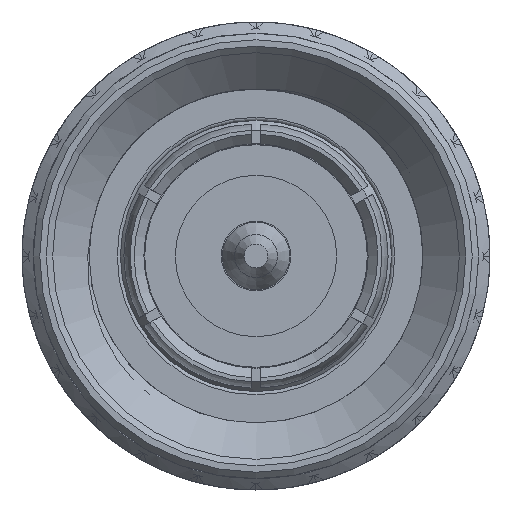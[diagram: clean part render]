
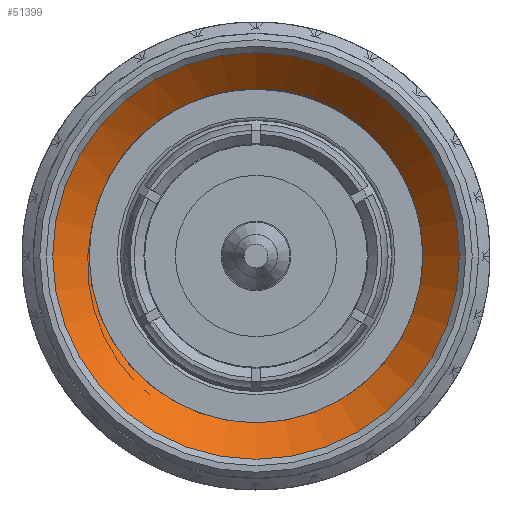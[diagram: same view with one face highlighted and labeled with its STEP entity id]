
A CAD part, front view. The second image highlights one B-rep face of the part: STEP entity #51399.
In plain terms, the highlighted conical face has half-angle 45 degrees and reference radius 6.3 mm.
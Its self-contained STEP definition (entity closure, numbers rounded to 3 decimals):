
#4341=CONICAL_SURFACE('',#75272,6.3,0.785);
#26918=ORIENTED_EDGE('',*,*,#35221,.F.);
#26919=ORIENTED_EDGE('',*,*,#35222,.F.);
#26920=ORIENTED_EDGE('',*,*,#35223,.T.);
#35221=EDGE_CURVE('',#40326,#40326,#40652,.T.);
#35222=EDGE_CURVE('',#40327,#40328,#40653,.T.);
#35223=EDGE_CURVE('',#40327,#40328,#40654,.F.);
#40326=VERTEX_POINT('',#158043);
#40327=VERTEX_POINT('',#158046);
#40328=VERTEX_POINT('',#158047);
#40652=CIRCLE('',#75271,6.3);
#40653=CIRCLE('',#75273,5.17);
#40654=CIRCLE('',#75274,5.17);
#43961=EDGE_LOOP('',(#26918));
#43962=EDGE_LOOP('',(#26919,#26920));
#47280=FACE_BOUND('',#43961,.T.);
#47281=FACE_BOUND('',#43962,.T.);
#51399=ADVANCED_FACE('',(#47280,#47281),#4341,.F.);
#75271=AXIS2_PLACEMENT_3D('',#158042,#78246,#78247);
#75272=AXIS2_PLACEMENT_3D('',#158044,#78248,#78249);
#75273=AXIS2_PLACEMENT_3D('',#158045,#78250,#78251);
#75274=AXIS2_PLACEMENT_3D('',#158048,#78252,#78253);
#78246=DIRECTION('',(0.,1.,0.));
#78247=DIRECTION('',(1.,0.,0.));
#78248=DIRECTION('',(0.,-1.,0.));
#78249=DIRECTION('',(1.,0.,0.));
#78250=DIRECTION('',(0.,-1.,0.));
#78251=DIRECTION('',(0.,0.,-1.));
#78252=DIRECTION('',(0.,-1.,0.));
#78253=DIRECTION('',(0.,0.,-1.));
#158042=CARTESIAN_POINT('',(0.,-11.4,0.));
#158043=CARTESIAN_POINT('',(6.3,-11.4,0.));
#158044=CARTESIAN_POINT('',(0.,-11.4,0.));
#158045=CARTESIAN_POINT('',(0.,-10.27,0.));
#158046=CARTESIAN_POINT('',(0.,-10.27,5.17));
#158047=CARTESIAN_POINT('',(-5.099,-10.27,0.855));
#158048=CARTESIAN_POINT('',(0.,-10.27,0.));
